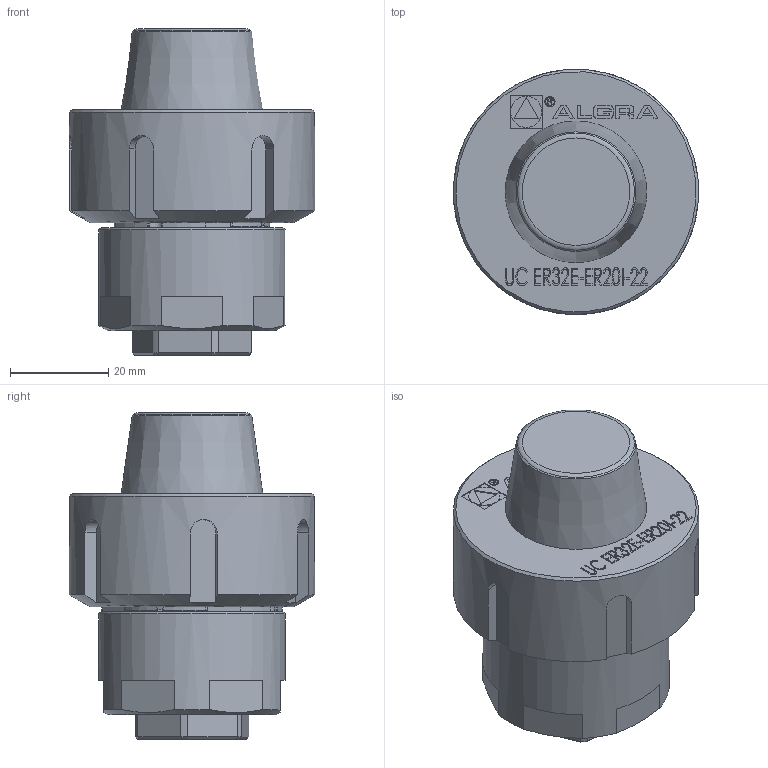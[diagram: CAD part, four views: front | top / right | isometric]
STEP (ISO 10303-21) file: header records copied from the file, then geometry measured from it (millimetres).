
FILE_DESCRIPTION (( 'STEP AP214' ), '1' );
FILE_NAME ('UCER32E-ER20I-22.STEP', '2023-06-23T12:47:44', ( '' ), ( '' ), 'SwSTEP 2.0', 'SolidWorks 2016', '' );
FILE_SCHEMA (( 'AUTOMOTIVE_DESIGN' ));
Length unit declared in the file: millimetre
Products named in the file (1): UCER32E-ER20I-22
Bounding box: 50 x 49.99 x 66.52 mm (x, y, z)
Volume: 78352.2 mm3; surface area: 12299.2 mm2
Topology: 1 solids, 1 shells, 427 faces, 1144 edges, 758 vertices
Faces by surface type: plane 268, bspline 78, cylinder 64, cone 13, torus 4
Full cylindrical faces by diameter (mm): 1.7 x1, 2.1 x1, 6.366 x1, 38 x1, 50 x1
Entity records: 21170 total; most frequent: CARTESIAN_POINT 7684, ORIENTED_EDGE 2246, DIRECTION 1762, EDGE_CURVE 1123, LINE 764, VECTOR 764, VERTEX_POINT 751, AXIS2_PLACEMENT_3D 499
